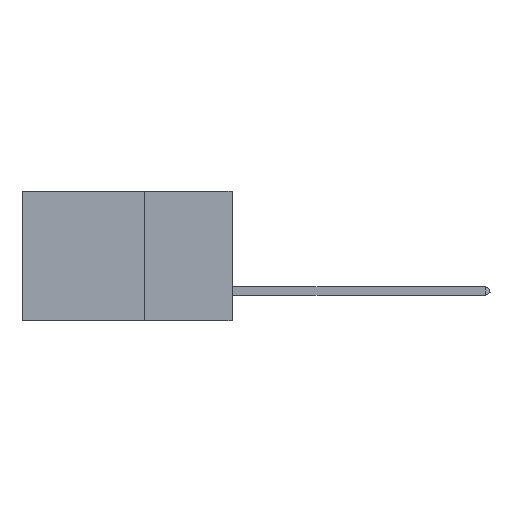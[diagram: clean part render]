
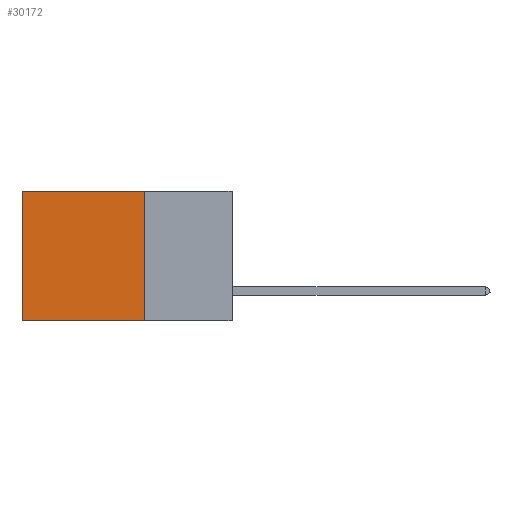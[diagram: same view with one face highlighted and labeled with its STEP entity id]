
A CAD part, left-side view. The second image highlights one B-rep face of the part: STEP entity #30172.
In plain terms, the highlighted planar face has unit normal (-1, 0, 0).
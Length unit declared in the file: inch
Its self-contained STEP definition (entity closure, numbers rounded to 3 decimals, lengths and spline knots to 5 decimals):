
#133 = EDGE_CURVE ( 'NONE', #25106, #9876, #17354, .T. ) ;
#539 = CARTESIAN_POINT ( 'NONE',  ( 0.2875, 0.6, 0. ) ) ;
#2107 = CARTESIAN_POINT ( 'NONE',  ( 0.2875, 0.25, 0. ) ) ;
#2522 = LINE ( 'NONE', #19645, #28714 ) ;
#2738 = VERTEX_POINT ( 'NONE', #539 ) ;
#6196 = VECTOR ( 'NONE', #27470, 39.37008 ) ;
#7827 = ORIENTED_EDGE ( 'NONE', *, *, #10155, .T. ) ;
#7844 = CARTESIAN_POINT ( 'NONE',  ( 0.2875, 0.6, 0. ) ) ;
#8885 = LINE ( 'NONE', #7844, #23143 ) ;
#8915 = FACE_OUTER_BOUND ( 'NONE', #28799, .T. ) ;
#9540 = DIRECTION ( 'NONE',  ( 1., 0., 0. ) ) ;
#9768 = CARTESIAN_POINT ( 'NONE',  ( 0.2875, 0.25, 0. ) ) ;
#9876 = VERTEX_POINT ( 'NONE', #30790 ) ;
#10104 = DIRECTION ( 'NONE',  ( 0., 0., -1. ) ) ;
#10155 = EDGE_CURVE ( 'NONE', #2738, #9876, #8885, .T. ) ;
#14038 = ORIENTED_EDGE ( 'NONE', *, *, #24543, .T. ) ;
#14829 = DIRECTION ( 'NONE',  ( 0., 0., -1. ) ) ;
#15696 = LINE ( 'NONE', #9768, #32323 ) ;
#17338 = PLANE ( 'NONE',  #19279 ) ;
#17354 = LINE ( 'NONE', #17623, #6196 ) ;
#17623 = CARTESIAN_POINT ( 'NONE',  ( 0.2875, 0.25, -0.37 ) ) ;
#19279 = AXIS2_PLACEMENT_3D ( 'NONE', #2107, #9540, #14829 ) ;
#19315 = ORIENTED_EDGE ( 'NONE', *, *, #133, .F. ) ;
#19645 = CARTESIAN_POINT ( 'NONE',  ( 0.2875, 0.25, 0. ) ) ;
#20985 = CARTESIAN_POINT ( 'NONE',  ( 0.2875, 0.25, 0. ) ) ;
#23143 = VECTOR ( 'NONE', #25585, 39.37008 ) ;
#24543 = EDGE_CURVE ( 'NONE', #26046, #2738, #15696, .T. ) ;
#24611 = EDGE_CURVE ( 'NONE', #26046, #25106, #2522, .T. ) ;
#25106 = VERTEX_POINT ( 'NONE', #28309 ) ;
#25585 = DIRECTION ( 'NONE',  ( 0., 0., -1. ) ) ;
#26046 = VERTEX_POINT ( 'NONE', #20985 ) ;
#27297 = DIRECTION ( 'NONE',  ( 0., 1., 0. ) ) ;
#27470 = DIRECTION ( 'NONE',  ( 0., 1., 0. ) ) ;
#28309 = CARTESIAN_POINT ( 'NONE',  ( 0.2875, 0.25, -0.37 ) ) ;
#28714 = VECTOR ( 'NONE', #10104, 39.37008 ) ;
#28799 = EDGE_LOOP ( 'NONE', ( #7827, #19315, #30884, #14038 ) ) ;
#30172 = ADVANCED_FACE ( 'NONE', ( #8915 ), #17338, .F. ) ;
#30790 = CARTESIAN_POINT ( 'NONE',  ( 0.2875, 0.6, -0.37 ) ) ;
#30884 = ORIENTED_EDGE ( 'NONE', *, *, #24611, .F. ) ;
#32323 = VECTOR ( 'NONE', #27297, 39.37008 ) ;
